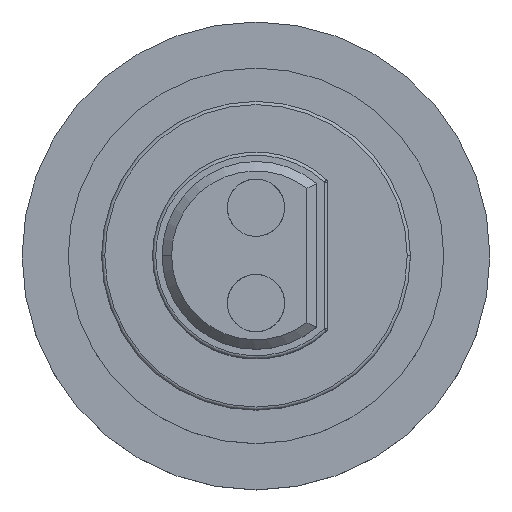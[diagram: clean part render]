
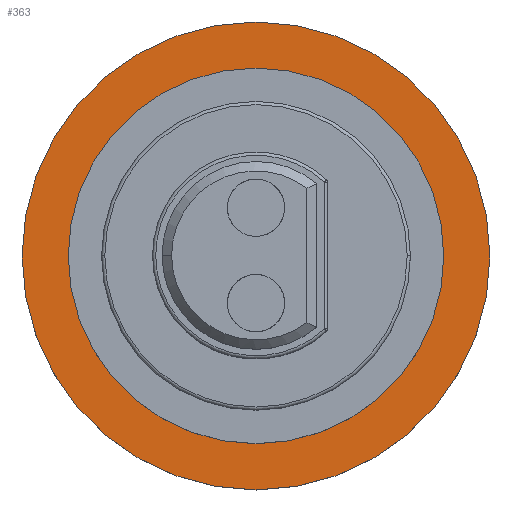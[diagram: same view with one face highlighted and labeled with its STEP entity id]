
A CAD part, top view. The second image highlights one B-rep face of the part: STEP entity #363.
In plain terms, the highlighted planar face has unit normal (0, 0, 1).
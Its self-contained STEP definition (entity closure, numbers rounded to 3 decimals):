
#58=CARTESIAN_POINT('',(-99.11,0.344,
0.));
#59=DIRECTION('',(0.,0.,1.));
#60=DIRECTION('',(1.,0.,0.));
#61=AXIS2_PLACEMENT_3D('',#58,#59,#60);
#63=CARTESIAN_POINT('',(-99.11,0.344,
0.));
#64=DIRECTION('',(0.,0.,1.));
#65=DIRECTION('',(-1.,0.,0.));
#66=AXIS2_PLACEMENT_3D('',#63,#64,#65);
#68=CARTESIAN_POINT('',(-99.11,0.344,
0.));
#69=DIRECTION('',(0.,0.,-1.));
#70=DIRECTION('',(1.,0.,0.));
#71=AXIS2_PLACEMENT_3D('',#68,#69,#70);
#73=CARTESIAN_POINT('',(-99.11,0.344,
0.));
#74=DIRECTION('',(0.,0.,-1.));
#75=DIRECTION('',(-1.,0.,0.));
#76=AXIS2_PLACEMENT_3D('',#73,#74,#75);
#220=CARTESIAN_POINT('',(-106.46,0.344,
0.));
#222=VERTEX_POINT('',#220);
#224=CARTESIAN_POINT('',(-93.21,0.344,
0.));
#225=CARTESIAN_POINT('',(-105.01,0.344,
0.));
#226=VERTEX_POINT('',#224);
#227=VERTEX_POINT('',#225);
#228=CARTESIAN_POINT('',(-91.76,0.344,
0.));
#229=VERTEX_POINT('',#228);
#348=CARTESIAN_POINT('',(-99.11,0.344,
0.));
#349=DIRECTION('',(0.,0.,1.));
#350=DIRECTION('',(1.,0.,0.));
#351=AXIS2_PLACEMENT_3D('',#348,#349,#350);
#352=PLANE('',#351);
#354=ORIENTED_EDGE('',*,*,#353,.F.);
#356=ORIENTED_EDGE('',*,*,#355,.F.);
#357=EDGE_LOOP('',(#354,#356));
#358=FACE_OUTER_BOUND('',#357,.F.);
#359=ORIENTED_EDGE('',*,*,#327,.F.);
#360=ORIENTED_EDGE('',*,*,#342,.F.);
#361=EDGE_LOOP('',(#359,#360));
#362=FACE_BOUND('',#361,.F.);
#363=ADVANCED_FACE('',(#358,#362),#352,.T.);
#62=CIRCLE('',#61,7.35);
#67=CIRCLE('',#66,7.35);
#72=CIRCLE('',#71,5.9);
#77=CIRCLE('',#76,5.9);
#327=EDGE_CURVE('',#226,#227,#72,.T.);
#342=EDGE_CURVE('',#227,#226,#77,.T.);
#353=EDGE_CURVE('',#229,#222,#62,.T.);
#355=EDGE_CURVE('',#222,#229,#67,.T.);
